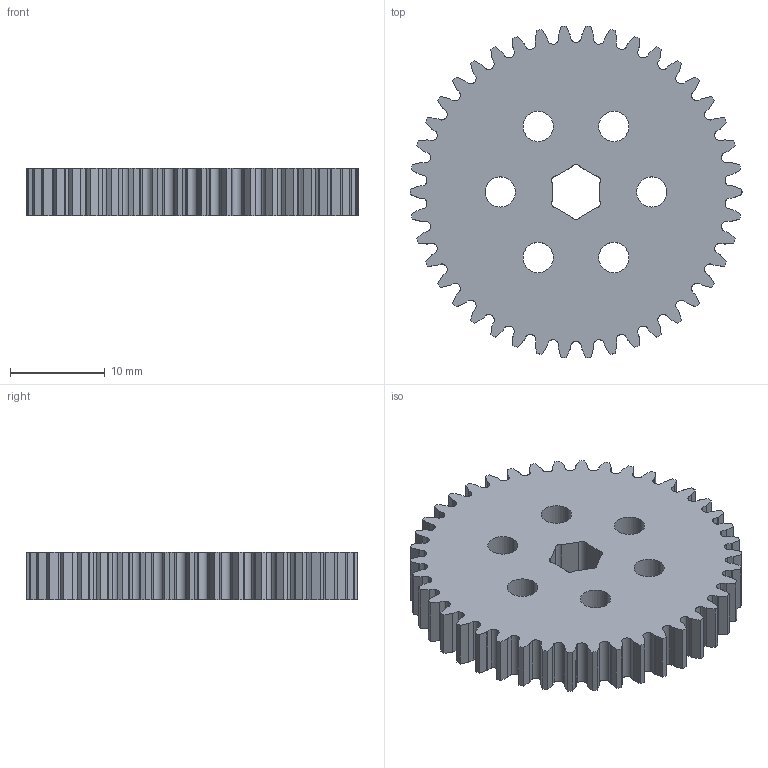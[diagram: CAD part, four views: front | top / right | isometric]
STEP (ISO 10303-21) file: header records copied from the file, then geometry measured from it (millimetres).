
FILE_DESCRIPTION (( 'STEP AP203' ), '1' );
FILE_NAME ('0.8 M 42 Tooth.STEP', '2018-06-07T22:20:06', ( '' ), ( '' ), 'SwSTEP 2.0', 'SolidWorks 2017', '' );
FILE_SCHEMA (( 'CONFIG_CONTROL_DESIGN' ));
Length unit declared in the file: millimetre
Products named in the file (1): 0.8 M 42 Tooth
Bounding box: 35.1 x 35.04 x 5 mm (x, y, z)
Volume: 3999 mm3; surface area: 3008.4 mm2
Topology: 1 solids, 1 shells, 381 faces, 1137 edges, 758 vertices
Faces by surface type: bspline 168, cylinder 118, plane 95
Entity records: 18928 total; most frequent: CARTESIAN_POINT 9509, ORIENTED_EDGE 2274, DIRECTION 1465, EDGE_CURVE 1137, VERTEX_POINT 758, VECTOR 565, LINE 565, AXIS2_PLACEMENT_3D 450
